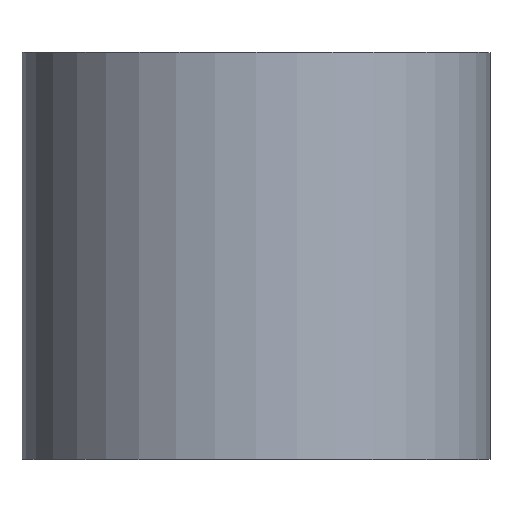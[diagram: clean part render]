
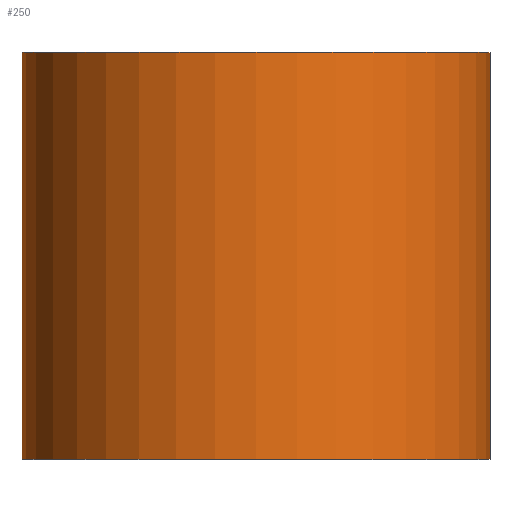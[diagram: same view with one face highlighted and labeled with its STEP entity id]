
A CAD part, top view. The second image highlights one B-rep face of the part: STEP entity #250.
In plain terms, the highlighted cylindrical face has radius 5.75 mm (diameter 11.5 mm), a full revolution.
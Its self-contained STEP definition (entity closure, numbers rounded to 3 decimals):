
#34=FACE_OUTER_BOUND('',#49,.T.);
#49=EDGE_LOOP('',(#216,#217,#218,#219,#220,#221,#222));
#66=LINE('',#443,#82);
#67=LINE('',#450,#83);
#68=LINE('',#451,#84);
#82=VECTOR('',#363,10.);
#83=VECTOR('',#374,5.75);
#84=VECTOR('',#375,10.);
#95=CIRCLE('',#282,5.75);
#101=CIRCLE('',#290,5.75);
#103=CIRCLE('',#296,5.75);
#117=VERTEX_POINT('',#418);
#118=VERTEX_POINT('',#420);
#124=VERTEX_POINT('',#437);
#125=VERTEX_POINT('',#439);
#126=VERTEX_POINT('',#448);
#144=EDGE_CURVE('',#117,#118,#95,.T.);
#154=EDGE_CURVE('',#125,#124,#101,.T.);
#156=EDGE_CURVE('',#118,#124,#66,.T.);
#158=EDGE_CURVE('',#126,#126,#103,.T.);
#159=EDGE_CURVE('',#126,#125,#67,.T.);
#160=EDGE_CURVE('',#117,#125,#68,.T.);
#216=ORIENTED_EDGE('',*,*,#158,.F.);
#217=ORIENTED_EDGE('',*,*,#159,.T.);
#218=ORIENTED_EDGE('',*,*,#154,.T.);
#219=ORIENTED_EDGE('',*,*,#156,.F.);
#220=ORIENTED_EDGE('',*,*,#144,.F.);
#221=ORIENTED_EDGE('',*,*,#160,.T.);
#222=ORIENTED_EDGE('',*,*,#159,.F.);
#238=CYLINDRICAL_SURFACE('',#295,5.75);
#250=ADVANCED_FACE('',(#34),#238,.T.);
#282=AXIS2_PLACEMENT_3D('',#421,#338,#339);
#290=AXIS2_PLACEMENT_3D('',#440,#358,#359);
#295=AXIS2_PLACEMENT_3D('',#447,#370,#371);
#296=AXIS2_PLACEMENT_3D('',#449,#372,#373);
#338=DIRECTION('center_axis',(0.,1.,0.));
#339=DIRECTION('ref_axis',(1.,0.,0.));
#358=DIRECTION('center_axis',(0.,-1.,0.));
#359=DIRECTION('ref_axis',(1.,0.,0.));
#363=DIRECTION('',(0.,-1.,0.));
#370=DIRECTION('center_axis',(0.,-1.,0.));
#371=DIRECTION('ref_axis',(1.,0.,0.));
#372=DIRECTION('center_axis',(0.,-1.,0.));
#373=DIRECTION('ref_axis',(1.,0.,0.));
#374=DIRECTION('',(0.,1.,0.));
#375=DIRECTION('',(0.,-1.,0.));
#418=CARTESIAN_POINT('',(-5.75,0.,0.));
#420=CARTESIAN_POINT('',(5.75,0.,0.));
#421=CARTESIAN_POINT('Origin',(0.,0.,0.));
#437=CARTESIAN_POINT('',(5.75,-5.5,0.));
#439=CARTESIAN_POINT('',(-5.75,-5.5,0.));
#440=CARTESIAN_POINT('Origin',(0.,-5.5,0.));
#443=CARTESIAN_POINT('',(5.75,0.,0.));
#447=CARTESIAN_POINT('Origin',(0.,0.,0.));
#448=CARTESIAN_POINT('',(-5.75,-10.,0.));
#449=CARTESIAN_POINT('Origin',(0.,-10.,0.));
#450=CARTESIAN_POINT('',(-5.75,0.,0.));
#451=CARTESIAN_POINT('',(-5.75,0.,0.));
